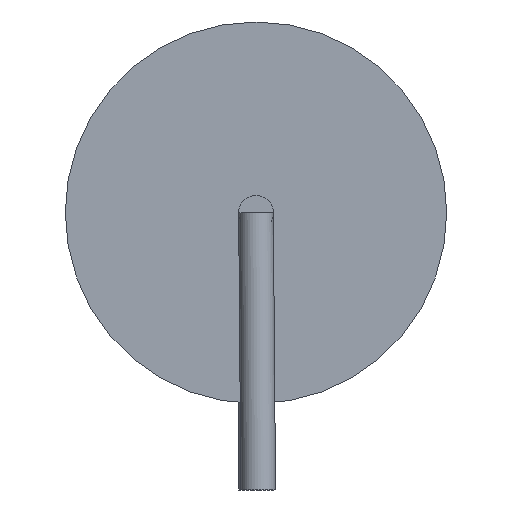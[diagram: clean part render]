
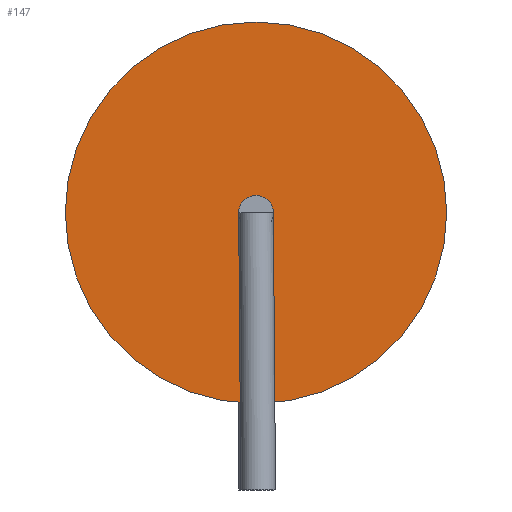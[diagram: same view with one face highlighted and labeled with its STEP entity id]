
A CAD part, left-side view. The second image highlights one B-rep face of the part: STEP entity #147.
In plain terms, the highlighted planar face has unit normal (-1, 0, 0).
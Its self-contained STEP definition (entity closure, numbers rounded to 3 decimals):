
#18=FACE_BOUND('',#45,.T.);
#20=PLANE('',#181);
#30=FACE_OUTER_BOUND('',#44,.T.);
#44=EDGE_LOOP('',(#109));
#45=EDGE_LOOP('',(#110));
#65=CIRCLE('',#174,0.381);
#69=CIRCLE('',#180,4.191);
#74=VERTEX_POINT('',#251);
#78=VERTEX_POINT('',#262);
#84=EDGE_CURVE('',#74,#74,#65,.T.);
#90=EDGE_CURVE('',#78,#78,#69,.T.);
#109=ORIENTED_EDGE('',*,*,#90,.F.);
#110=ORIENTED_EDGE('',*,*,#84,.T.);
#147=ADVANCED_FACE('',(#30,#18),#20,.F.);
#174=AXIS2_PLACEMENT_3D('',#252,#200,#201);
#180=AXIS2_PLACEMENT_3D('',#264,#214,#215);
#181=AXIS2_PLACEMENT_3D('',#265,#216,#217);
#200=DIRECTION('center_axis',(1.,0.,0.));
#201=DIRECTION('ref_axis',(0.,-1.,0.));
#214=DIRECTION('center_axis',(1.,0.,0.));
#215=DIRECTION('ref_axis',(0.,-1.,0.));
#216=DIRECTION('center_axis',(1.,0.,0.));
#217=DIRECTION('ref_axis',(0.,-1.,0.));
#251=CARTESIAN_POINT('',(-11.875,0.381,0.));
#252=CARTESIAN_POINT('Origin',(-11.875,0.,0.));
#262=CARTESIAN_POINT('',(-11.875,4.191,0.));
#264=CARTESIAN_POINT('Origin',(-11.875,0.,0.));
#265=CARTESIAN_POINT('Origin',(-11.875,0.,0.));
